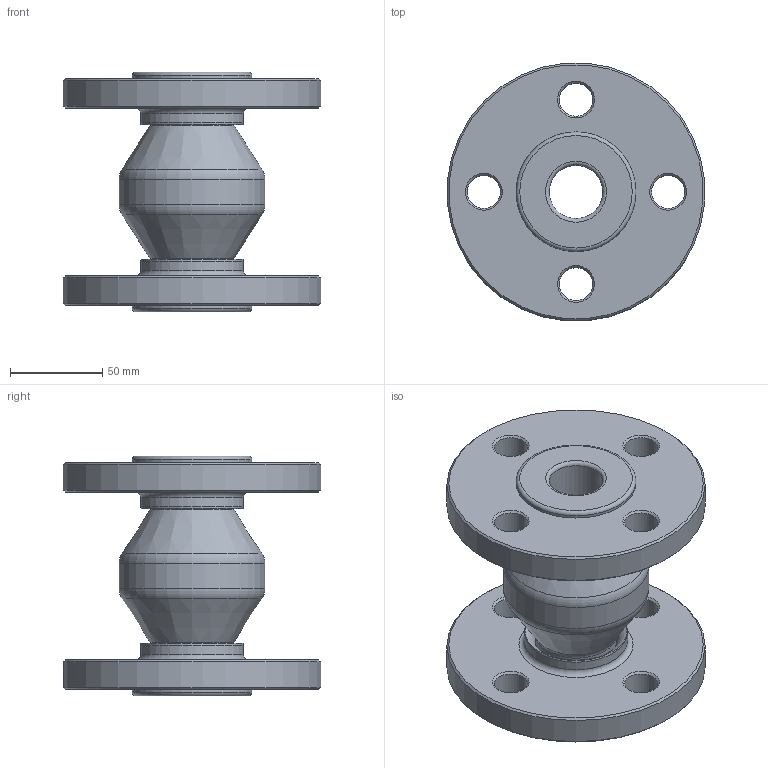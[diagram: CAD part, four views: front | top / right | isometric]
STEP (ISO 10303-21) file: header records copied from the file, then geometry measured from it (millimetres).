
FILE_DESCRIPTION(/* description */ (''),/* implementation_level */ '2;1');
FILE_NAME(/* name */ 'G_0032_130_016_HKS-G.stp',/* time_stamp */ '2022-07-04T16:26:41+02:00',/* author */ ('TKopatzki'),/* organization */ (''),/* preprocessor_version */ 'ST-DEVELOPER v19',/* originating_system */ 'Autodesk Inventor 2023',/* authorisation */ '');
FILE_SCHEMA (('AUTOMOTIVE_DESIGN { 1 0 10303 214 3 1 1 }'));
Length unit declared in the file: millimetre
Products named in the file (3): G_0032_130_016_HKS-G; GK_R_DN_32_Flansch_rund; GK_G_DN32_Balg
Assembly tree (3 placements, depth 2):
  G_0032_130_016_HKS-G
    GK_R_DN_32_Flansch_rund  x2
    GK_G_DN32_Balg
Bounding box: 139.47 x 139.47 x 130 mm (x, y, z)
Volume: 588062.5 mm3; surface area: 137873.6 mm2
Topology: 3 solids, 3 shells, 100 faces, 240 edges, 154 vertices
Faces by surface type: torus 34, cylinder 28, cone 24, plane 14
Full cylindrical faces by diameter (mm): 18 x8, 29 x2, 44 x4, 53 x4, 56 x2, 63 x1, 65 x4, 79 x1, 140 x2
Entity records: 2316 total; most frequent: DIRECTION 463, CARTESIAN_POINT 359, ORIENTED_EDGE 342, AXIS2_PLACEMENT_3D 215, EDGE_CURVE 171, CIRCLE 138, VERTEX_POINT 111, EDGE_LOOP 88
